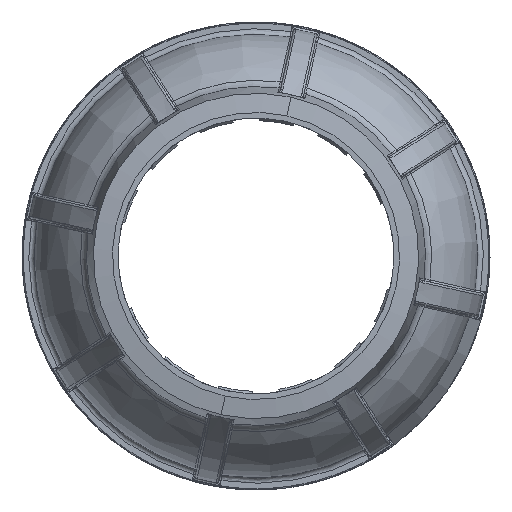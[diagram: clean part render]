
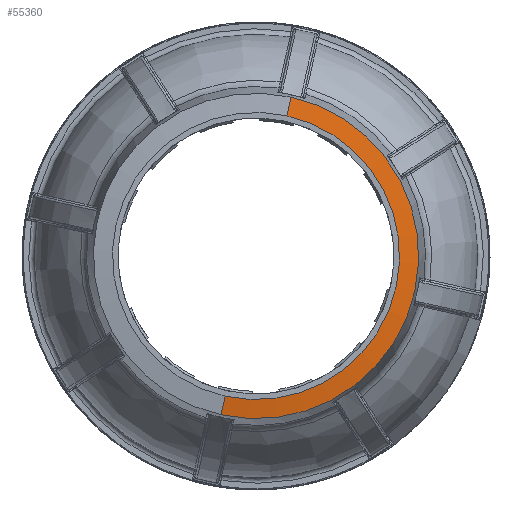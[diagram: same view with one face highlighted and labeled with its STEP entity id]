
A CAD part, left-side view. The second image highlights one B-rep face of the part: STEP entity #55360.
In plain terms, the highlighted conical face has half-angle 82 degrees and reference radius 26.53 mm.
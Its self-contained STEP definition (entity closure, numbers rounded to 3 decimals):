
#1742 = CARTESIAN_POINT ( 'NONE',  ( -78.954, -6.466, 29.357 ) ) ;
#1743 = CARTESIAN_POINT ( 'NONE',  ( -78.954, 6.466, -29.357 ) ) ;
#1773 = CARTESIAN_POINT ( 'NONE',  ( -79.45, 5.706, -25.909 ) ) ;
#1774 = CARTESIAN_POINT ( 'NONE',  ( -79.45, -5.706, 25.909 ) ) ;
#22676 = LINE ( 'NONE', #29930, #30725 ) ;
#22677 = LINE ( 'NONE', #29935, #30728 ) ;
#22919 = FACE_OUTER_BOUND ( 'NONE', #37429, .T. ) ;
#29765 = CARTESIAN_POINT ( 'NONE',  ( -78.954, 0., 0. ) ) ;
#29766 = DIRECTION ( 'NONE',  ( 1., 0., 0. ) ) ;
#29767 = DIRECTION ( 'NONE',  ( 0., 0.215, -0.977 ) ) ;
#29930 = CARTESIAN_POINT ( 'NONE',  ( -79.45, 5.706, -25.909 ) ) ;
#29931 = DIRECTION ( 'NONE',  ( 0.139, 0.213, -0.967 ) ) ;
#29932 = CARTESIAN_POINT ( 'NONE',  ( -79.45, 0., 0. ) ) ;
#29933 = DIRECTION ( 'NONE',  ( -1., 0., 0. ) ) ;
#29934 = DIRECTION ( 'NONE',  ( 0., -0.215, 0.977 ) ) ;
#29935 = CARTESIAN_POINT ( 'NONE',  ( -79.45, -5.706, 25.909 ) ) ;
#29936 = DIRECTION ( 'NONE',  ( 0.139, -0.213, 0.967 ) ) ;
#30696 = CIRCLE ( 'NONE', #30698, 30.061 ) ;
#30698 = AXIS2_PLACEMENT_3D ( 'NONE', #29765, #29766, #29767 ) ;
#30724 = CIRCLE ( 'NONE', #30726, 26.53 ) ;
#30725 = VECTOR ( 'NONE', #29931, 1000. ) ;
#30726 = AXIS2_PLACEMENT_3D ( 'NONE', #29932, #29933, #29934 ) ;
#30728 = VECTOR ( 'NONE', #29936, 1000. ) ;
#31339 = AXIS2_PLACEMENT_3D ( 'NONE', #35087, #35088, #35089 ) ;
#31347 = CONICAL_SURFACE ( 'NONE', #31339, 26.53, 1.431 ) ;
#35087 = CARTESIAN_POINT ( 'NONE',  ( -79.45, 0., 0. ) ) ;
#35088 = DIRECTION ( 'NONE',  ( 1., 0., 0. ) ) ;
#35089 = DIRECTION ( 'NONE',  ( 0., -0.215, 0.977 ) ) ;
#37429 = EDGE_LOOP ( 'NONE', ( #54069, #54071, #54070, #54072 ) ) ;
#40976 = VERTEX_POINT ( 'NONE', #1742 ) ;
#40978 = VERTEX_POINT ( 'NONE', #1743 ) ;
#41038 = VERTEX_POINT ( 'NONE', #1773 ) ;
#41040 = VERTEX_POINT ( 'NONE', #1774 ) ;
#53556 = EDGE_CURVE ( 'NONE', #40976, #40978, #30696, .T. ) ;
#53586 = EDGE_CURVE ( 'NONE', #41038, #40978, #22676, .T. ) ;
#53587 = EDGE_CURVE ( 'NONE', #41038, #41040, #30724, .T. ) ;
#53588 = EDGE_CURVE ( 'NONE', #41040, #40976, #22677, .T. ) ;
#54069 = ORIENTED_EDGE ( 'NONE', *, *, #53587, .F. ) ;
#54070 = ORIENTED_EDGE ( 'NONE', *, *, #53556, .F. ) ;
#54071 = ORIENTED_EDGE ( 'NONE', *, *, #53586, .T. ) ;
#54072 = ORIENTED_EDGE ( 'NONE', *, *, #53588, .F. ) ;
#55360 = ADVANCED_FACE ( 'NONE', ( #22919 ), #31347, .T. ) ;
